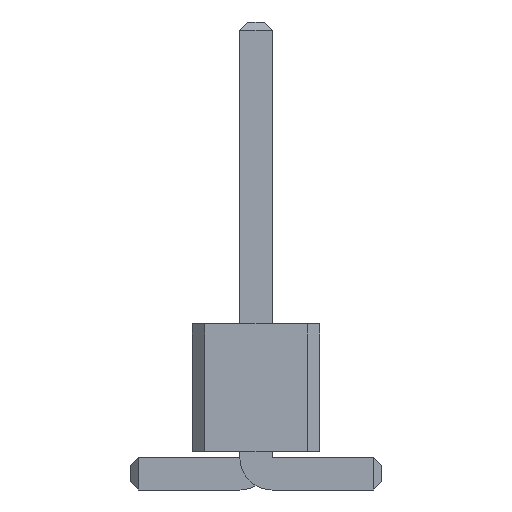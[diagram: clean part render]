
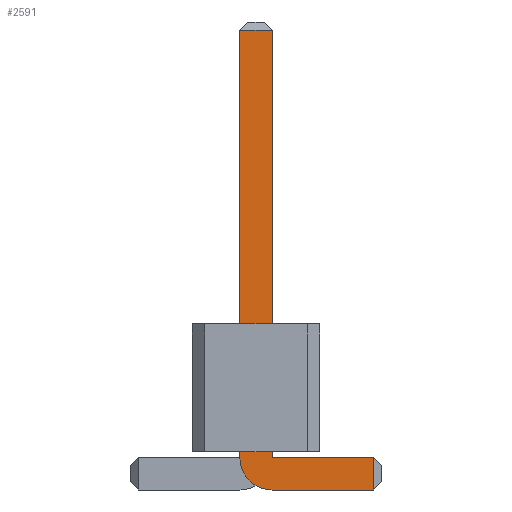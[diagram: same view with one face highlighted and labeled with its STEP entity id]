
A CAD part, front view. The second image highlights one B-rep face of the part: STEP entity #2591.
In plain terms, the highlighted planar face has unit normal (0, -1, 0).
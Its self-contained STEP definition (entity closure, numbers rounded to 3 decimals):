
#67=DIRECTION('',(1.,0.,0.));
#1124=VECTOR('',#67,1.);
#1177=DIRECTION('',(-1.,0.,0.));
#2231=VECTOR('',#1177,1.);
#2400=DIRECTION('',(-0.,1.,0.));
#2401=DIRECTION('',(0.,0.,-1.));
#2408=VECTOR('',#2409,1.);
#2409=DIRECTION('',(0.,0.,1.));
#2420=VECTOR('',#2401,1.);
#2432=DIRECTION('',(0.,1.,0.));
#2433=DIRECTION('',(1.,0.,0.));
#2440=VERTEX_POINT('',#2441);
#2441=CARTESIAN_POINT('',(2.34,-23.18,0.));
#2444=ORIENTED_EDGE('',*,*,#2445,.T.);
#2445=EDGE_CURVE('',#2440,#2446,#2448,.T.);
#2446=VERTEX_POINT('',#2447);
#2447=CARTESIAN_POINT('',(0.32,-23.18,0.));
#2448=LINE('',#2449,#2231);
#2449=CARTESIAN_POINT('',(2.5,-23.18,0.));
#2486=VERTEX_POINT('',#2487);
#2487=CARTESIAN_POINT('',(-0.32,-23.18,0.64));
#2490=EDGE_CURVE('',#2446,#2486,#2491,.T.);
#2491=CIRCLE('',#2492,0.64);
#2492=AXIS2_PLACEMENT_3D('',#2493,#2400,#2401);
#2493=CARTESIAN_POINT('',(0.32,-23.18,0.64));
#2502=VERTEX_POINT('',#2493);
#2504=ORIENTED_EDGE('',*,*,#2505,.T.);
#2505=EDGE_CURVE('',#2502,#2506,#2508,.T.);
#2506=VERTEX_POINT('',#2507);
#2507=CARTESIAN_POINT('',(2.34,-23.18,0.64));
#2508=LINE('',#2493,#1124);
#2518=ORIENTED_EDGE('',*,*,#2519,.T.);
#2519=EDGE_CURVE('',#2486,#2520,#2522,.T.);
#2520=VERTEX_POINT('',#2521);
#2521=CARTESIAN_POINT('',(-0.32,-23.18,9.14));
#2522=LINE('',#2523,#2408);
#2523=CARTESIAN_POINT('',(-0.32,-23.18,0.));
#2536=VERTEX_POINT('',#2537);
#2537=CARTESIAN_POINT('',(0.32,-23.18,9.14));
#2539=ORIENTED_EDGE('',*,*,#2540,.T.);
#2540=EDGE_CURVE('',#2536,#2502,#2541,.T.);
#2541=LINE('',#2542,#2420);
#2542=CARTESIAN_POINT('',(0.32,-23.18,9.3));
#2591=ADVANCED_FACE('',(#2592),#2601,.F.);
#2592=FACE_BOUND('',#2593,.F.);
#2593=EDGE_LOOP('',(#2444,#2594,#2518,#2595,#2539,#2504,#2598));
#2594=ORIENTED_EDGE('',*,*,#2490,.T.);
#2595=ORIENTED_EDGE('',*,*,#2596,.T.);
#2596=EDGE_CURVE('',#2520,#2536,#2597,.T.);
#2597=LINE('',#2521,#1124);
#2598=ORIENTED_EDGE('',*,*,#2599,.T.);
#2599=EDGE_CURVE('',#2506,#2440,#2600,.T.);
#2600=LINE('',#2507,#2420);
#2601=PLANE('',#2602);
#2602=AXIS2_PLACEMENT_3D('',#2603,#2432,#2433);
#2603=CARTESIAN_POINT('',(0.311,-23.18,3.871));
